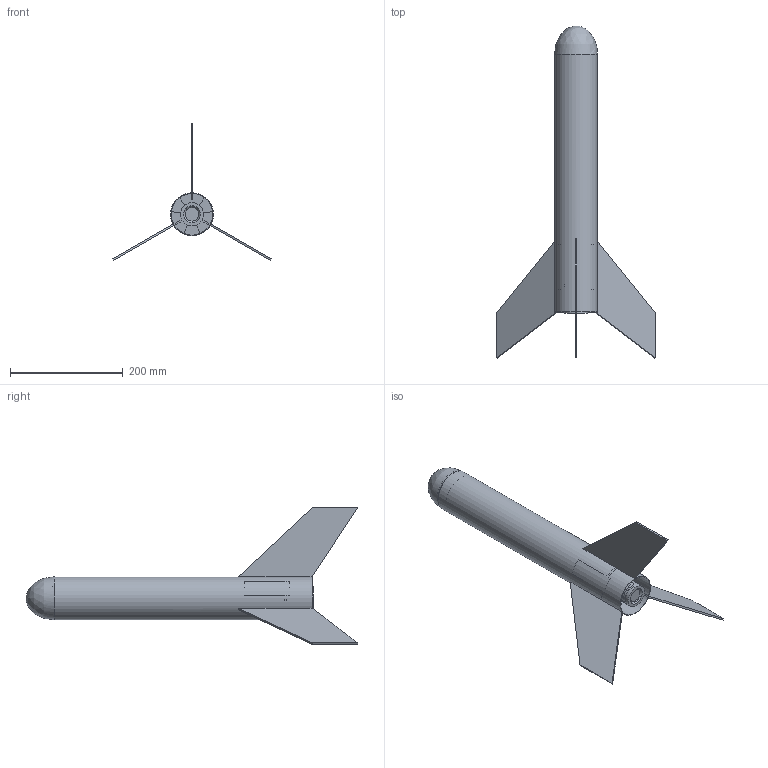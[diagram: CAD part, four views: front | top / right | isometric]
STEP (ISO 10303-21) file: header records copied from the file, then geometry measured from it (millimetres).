
FILE_DESCRIPTION(/* description */ (''),/* implementation_level */ '2;1');
FILE_NAME(/* name */ 'Assembly v13.step',/* time_stamp */ '2023-09-28T23:09:19-04:00',/* author */ (''),/* organization */ (''),/* preprocessor_version */ 'ST-DEVELOPER v20',/* originating_system */ 'Autodesk Translation Framework v12.14.0.127',/* authorisation */ '');
FILE_SCHEMA (('AUTOMOTIVE_DESIGN { 1 0 10303 214 3 1 1 }'));
Length unit declared in the file: millimetre
Products named in the file (10): Assembly; F15Retainer; 3"SlottedCardboardTube; NoseCone; 3”F15LatchMech; Estes_F15-4_Motor; Fin; Fin_1; Fin_2; Component1
Assembly tree (11 placements, depth 3):
  Assembly
    F15Retainer
    3"SlottedCardboardTube
    NoseCone
    3”F15LatchMech
    Estes_F15-4_Motor
    Fin
      Component1
    Fin_1
      Component1
    Fin_2
      Component1
Bounding box: 280.59 x 588.64 x 243 mm (x, y, z)
Volume: 461019.1 mm3; surface area: 396948.2 mm2
Topology: 8 solids, 8 shells, 198 faces, 528 edges, 338 vertices
Faces by surface type: plane 83, cylinder 68, torus 25, bspline 16, cone 6
Full cylindrical faces by diameter (mm): 20 x1, 24 x1, 25 x1, 29 x1, 30 x2, 34.132 x3, 34.97 x6, 35 x1, 39.439 x6, 41 x1, 69.5 x1, 73 x1, 73.787 x1, 74.422 x1, 76.2 x1
Entity records: 11276 total; most frequent: CARTESIAN_POINT 6522, DIRECTION 952, ORIENTED_EDGE 948, EDGE_CURVE 474, AXIS2_PLACEMENT_3D 381, VERTEX_POINT 306, EDGE_LOOP 200, CIRCLE 197
